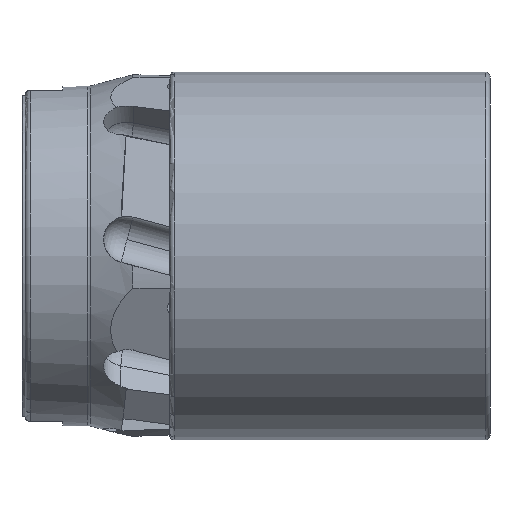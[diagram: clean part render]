
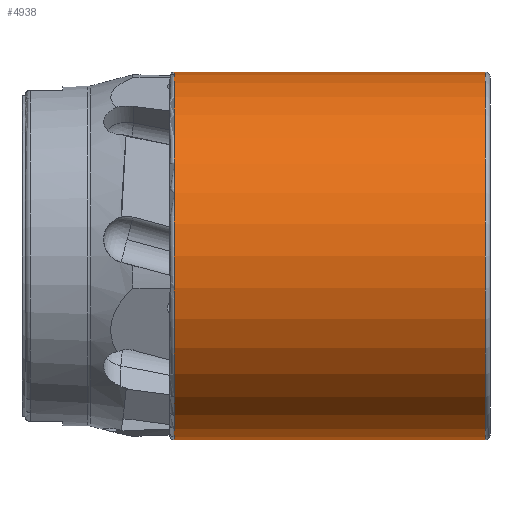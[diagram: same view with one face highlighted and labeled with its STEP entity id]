
A CAD part, front view. The second image highlights one B-rep face of the part: STEP entity #4938.
In plain terms, the highlighted cylindrical face has radius 31.425 mm (diameter 62.85 mm), a full revolution.
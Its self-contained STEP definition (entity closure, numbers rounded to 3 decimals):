
#478 = VERTEX_POINT ( 'NONE', #8041 ) ;
#548 = EDGE_CURVE ( 'NONE', #478, #478, #2081, .T. ) ;
#1522 = FACE_OUTER_BOUND ( 'NONE', #5293, .T. ) ;
#1957 = CARTESIAN_POINT ( 'NONE',  ( -52.921, 0., 0. ) ) ;
#2081 = CIRCLE ( 'NONE', #3230, 31.425 ) ;
#2726 = CYLINDRICAL_SURFACE ( 'NONE', #6277, 31.425 ) ;
#2810 = DIRECTION ( 'NONE',  ( 0., 1., 0. ) ) ;
#3230 = AXIS2_PLACEMENT_3D ( 'NONE', #5543, #7176, #4649 ) ;
#4389 = CIRCLE ( 'NONE', #5773, 31.425 ) ;
#4649 = DIRECTION ( 'NONE',  ( 0., 1., 0. ) ) ;
#4694 = ORIENTED_EDGE ( 'NONE', *, *, #7820, .T. ) ;
#4938 = ADVANCED_FACE ( 'NONE', ( #1522, #8037 ), #2726, .T. ) ;
#5293 = EDGE_LOOP ( 'NONE', ( #7824 ) ) ;
#5543 = CARTESIAN_POINT ( 'NONE',  ( 0.217, 0., 0. ) ) ;
#5660 = CARTESIAN_POINT ( 'NONE',  ( -52.921, 31.425, 0. ) ) ;
#5773 = AXIS2_PLACEMENT_3D ( 'NONE', #1957, #7898, #2810 ) ;
#6277 = AXIS2_PLACEMENT_3D ( 'NONE', #9416, #10262, #7751 ) ;
#7176 = DIRECTION ( 'NONE',  ( 1., 0., 0. ) ) ;
#7751 = DIRECTION ( 'NONE',  ( 0., 1., 0. ) ) ;
#7783 = EDGE_LOOP ( 'NONE', ( #4694 ) ) ;
#7820 = EDGE_CURVE ( 'NONE', #10558, #10558, #4389, .T. ) ;
#7824 = ORIENTED_EDGE ( 'NONE', *, *, #548, .F. ) ;
#7898 = DIRECTION ( 'NONE',  ( 1., 0., 0. ) ) ;
#8037 = FACE_OUTER_BOUND ( 'NONE', #7783, .T. ) ;
#8041 = CARTESIAN_POINT ( 'NONE',  ( 0.217, 31.425, 0. ) ) ;
#9416 = CARTESIAN_POINT ( 'NONE',  ( 8.818, 0., 0. ) ) ;
#10262 = DIRECTION ( 'NONE',  ( 1., 0., 0. ) ) ;
#10558 = VERTEX_POINT ( 'NONE', #5660 ) ;
